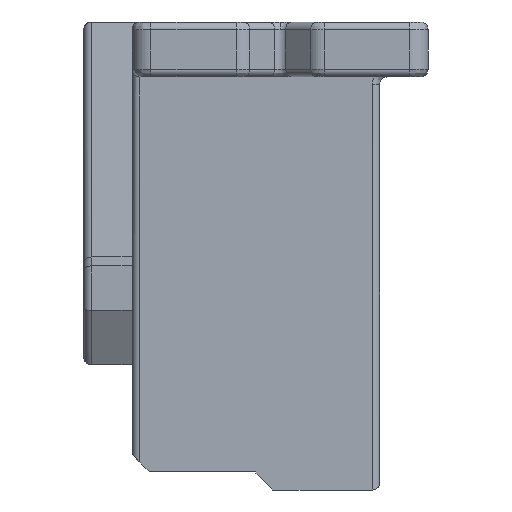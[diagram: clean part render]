
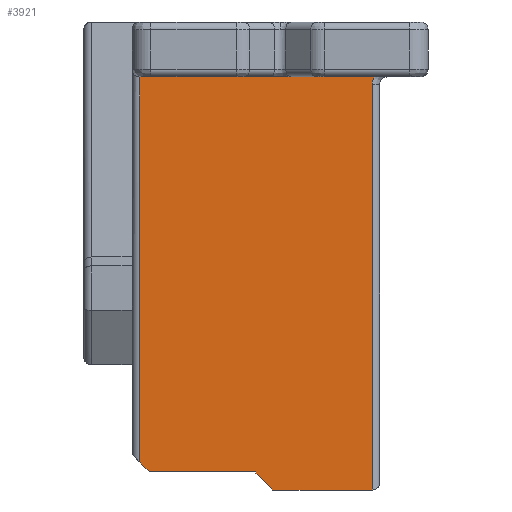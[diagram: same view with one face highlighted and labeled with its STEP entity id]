
A CAD part, left-side view. The second image highlights one B-rep face of the part: STEP entity #3921.
In plain terms, the highlighted planar face has unit normal (-1, 0, 0).
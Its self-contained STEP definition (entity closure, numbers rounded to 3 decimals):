
#65 = EDGE_CURVE ( 'NONE', #2249, #2774, #4182, .T. ) ;
#69 = CARTESIAN_POINT ( 'NONE',  ( -7.749, 0.94, 6.84 ) ) ;
#71 = VERTEX_POINT ( 'NONE', #6200 ) ;
#106 = VECTOR ( 'NONE', #6591, 1000. ) ;
#156 = AXIS2_PLACEMENT_3D ( 'NONE', #956, #6711, #370 ) ;
#211 = LINE ( 'NONE', #6626, #106 ) ;
#370 = DIRECTION ( 'NONE',  ( 0., 0., 1. ) ) ;
#446 = VERTEX_POINT ( 'NONE', #3105 ) ;
#591 = CARTESIAN_POINT ( 'NONE',  ( -7.749, -1.019, 6.84 ) ) ;
#633 = EDGE_CURVE ( 'NONE', #3533, #71, #3062, .T. ) ;
#643 = DIRECTION ( 'NONE',  ( 0., -1., 0. ) ) ;
#654 = ORIENTED_EDGE ( 'NONE', *, *, #5475, .T. ) ;
#775 = B_SPLINE_CURVE_WITH_KNOTS ( 'NONE', 3,
 ( #6611, #2929, #1845, #6097 ),
 .UNSPECIFIED., .F., .F.,
 ( 4, 4 ),
 ( 0., 1. ),
 .UNSPECIFIED. ) ;
#956 = CARTESIAN_POINT ( 'NONE',  ( -7.749, 0.94, 0. ) ) ;
#1147 = ORIENTED_EDGE ( 'NONE', *, *, #3483, .T. ) ;
#1235 = LINE ( 'NONE', #6086, #6715 ) ;
#1392 = CARTESIAN_POINT ( 'NONE',  ( -7.749, -0.985, 0. ) ) ;
#1517 = FACE_OUTER_BOUND ( 'NONE', #4819, .T. ) ;
#1562 = VERTEX_POINT ( 'NONE', #591 ) ;
#1821 = LINE ( 'NONE', #6174, #2449 ) ;
#1845 = CARTESIAN_POINT ( 'NONE',  ( -7.749, -0.996, 6.801 ) ) ;
#1921 = VERTEX_POINT ( 'NONE', #2901 ) ;
#2078 = PLANE ( 'NONE',  #156 ) ;
#2249 = VERTEX_POINT ( 'NONE', #5539 ) ;
#2314 = ORIENTED_EDGE ( 'NONE', *, *, #3008, .F. ) ;
#2326 = EDGE_CURVE ( 'NONE', #3533, #446, #2474, .T. ) ;
#2337 = CARTESIAN_POINT ( 'NONE',  ( -7.749, -0.985, 6.715 ) ) ;
#2449 = VECTOR ( 'NONE', #2941, 1000. ) ;
#2474 = LINE ( 'NONE', #4110, #2492 ) ;
#2492 = VECTOR ( 'NONE', #3094, 1000. ) ;
#2697 = EDGE_CURVE ( 'NONE', #446, #2249, #1235, .T. ) ;
#2774 = VERTEX_POINT ( 'NONE', #6252 ) ;
#2826 = ORIENTED_EDGE ( 'NONE', *, *, #633, .F. ) ;
#2901 = CARTESIAN_POINT ( 'NONE',  ( -7.749, 0.66, 0. ) ) ;
#2929 = CARTESIAN_POINT ( 'NONE',  ( -7.749, -0.985, 6.76 ) ) ;
#2941 = DIRECTION ( 'NONE',  ( 0., 0.707, 0.707 ) ) ;
#3008 = EDGE_CURVE ( 'NONE', #1921, #2774, #1821, .T. ) ;
#3062 = LINE ( 'NONE', #6163, #3328 ) ;
#3094 = DIRECTION ( 'NONE',  ( 0., -0.707, -0.707 ) ) ;
#3105 = CARTESIAN_POINT ( 'NONE',  ( -7.749, 2.71, 0.31 ) ) ;
#3240 = LINE ( 'NONE', #69, #3782 ) ;
#3270 = EDGE_CURVE ( 'NONE', #1562, #71, #3240, .T. ) ;
#3328 = VECTOR ( 'NONE', #3490, 1000. ) ;
#3483 = EDGE_CURVE ( 'NONE', #4342, #5272, #5611, .T. ) ;
#3490 = DIRECTION ( 'NONE',  ( 0., 0., 1. ) ) ;
#3532 = ORIENTED_EDGE ( 'NONE', *, *, #2697, .T. ) ;
#3533 = VERTEX_POINT ( 'NONE', #5746 ) ;
#3738 = ORIENTED_EDGE ( 'NONE', *, *, #2326, .T. ) ;
#3782 = VECTOR ( 'NONE', #5335, 1000. ) ;
#3921 = ADVANCED_FACE ( 'NONE', ( #1517 ), #2078, .T. ) ;
#4003 = VECTOR ( 'NONE', #5643, 1000. ) ;
#4110 = CARTESIAN_POINT ( 'NONE',  ( -7.749, 2.865, 0.465 ) ) ;
#4182 = LINE ( 'NONE', #5711, #4965 ) ;
#4196 = CARTESIAN_POINT ( 'NONE',  ( -7.749, -0.985, 0. ) ) ;
#4211 = DIRECTION ( 'NONE',  ( 0., 0., -1. ) ) ;
#4342 = VERTEX_POINT ( 'NONE', #4196 ) ;
#4657 = ORIENTED_EDGE ( 'NONE', *, *, #65, .T. ) ;
#4819 = EDGE_LOOP ( 'NONE', ( #654, #5956, #2826, #3738, #3532, #4657, #2314, #5574, #1147 ) ) ;
#4965 = VECTOR ( 'NONE', #4211, 1000. ) ;
#5272 = VERTEX_POINT ( 'NONE', #2337 ) ;
#5335 = DIRECTION ( 'NONE',  ( 0., 1., 0. ) ) ;
#5475 = EDGE_CURVE ( 'NONE', #5272, #1562, #775, .T. ) ;
#5539 = CARTESIAN_POINT ( 'NONE',  ( -7.749, 0.94, 0.31 ) ) ;
#5574 = ORIENTED_EDGE ( 'NONE', *, *, #6528, .T. ) ;
#5611 = LINE ( 'NONE', #1392, #4003 ) ;
#5643 = DIRECTION ( 'NONE',  ( 0., 0., 1. ) ) ;
#5711 = CARTESIAN_POINT ( 'NONE',  ( -7.749, 0.94, 0. ) ) ;
#5746 = CARTESIAN_POINT ( 'NONE',  ( -7.749, 2.865, 0.465 ) ) ;
#5956 = ORIENTED_EDGE ( 'NONE', *, *, #3270, .T. ) ;
#6086 = CARTESIAN_POINT ( 'NONE',  ( -7.749, 0., 0.31 ) ) ;
#6097 = CARTESIAN_POINT ( 'NONE',  ( -7.749, -1.019, 6.84 ) ) ;
#6163 = CARTESIAN_POINT ( 'NONE',  ( -7.749, 2.865, 0. ) ) ;
#6174 = CARTESIAN_POINT ( 'NONE',  ( -7.749, 0.8, 0.14 ) ) ;
#6200 = CARTESIAN_POINT ( 'NONE',  ( -7.749, 2.865, 6.84 ) ) ;
#6252 = CARTESIAN_POINT ( 'NONE',  ( -7.749, 0.94, 0.28 ) ) ;
#6528 = EDGE_CURVE ( 'NONE', #1921, #4342, #211, .T. ) ;
#6591 = DIRECTION ( 'NONE',  ( 0., -1., 0. ) ) ;
#6611 = CARTESIAN_POINT ( 'NONE',  ( -7.749, -0.985, 6.715 ) ) ;
#6626 = CARTESIAN_POINT ( 'NONE',  ( -7.749, 0., 0. ) ) ;
#6711 = DIRECTION ( 'NONE',  ( -1., 0., 0. ) ) ;
#6715 = VECTOR ( 'NONE', #643, 1000. ) ;
